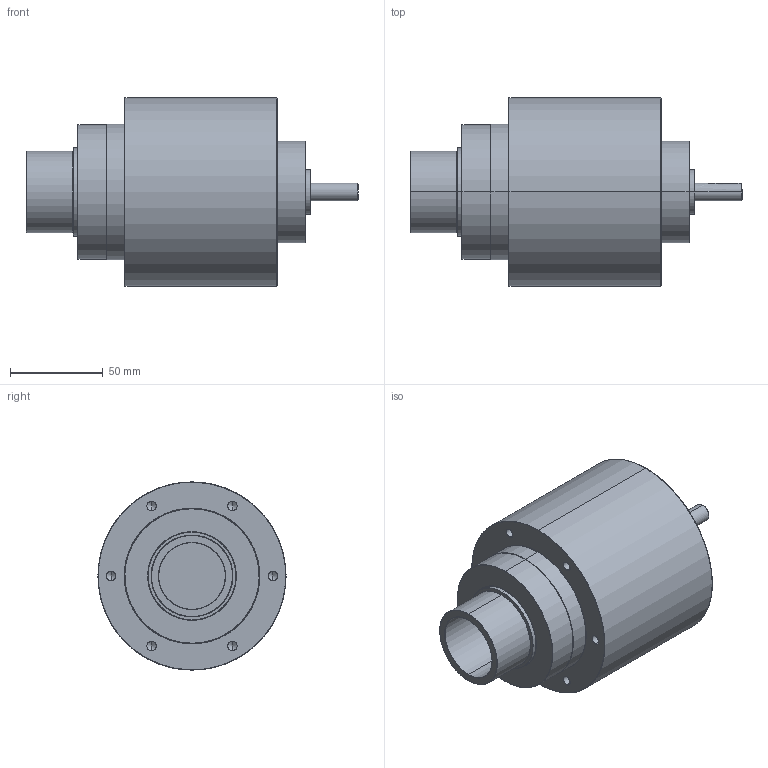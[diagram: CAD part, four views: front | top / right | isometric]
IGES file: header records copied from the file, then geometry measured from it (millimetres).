
Start section: SolidWorks IGES file using analytic representation for surfaces
Global section: file name: HDD 20.igs; native system: SolidWorks 2010; preprocessor: SolidWorks 2010; author: Josh; date: 110224.180703; units: inch
Bounding box: 179.32 x 101.6 x 101.6 mm (x, y, z)
Surface area: 63859.9 mm2 (no closed solid volume)
Topology: 0 solids, 0 shells, 98 faces, 1590 edges, 1572 vertices
Faces by surface type: revolution 58, bspline 40
